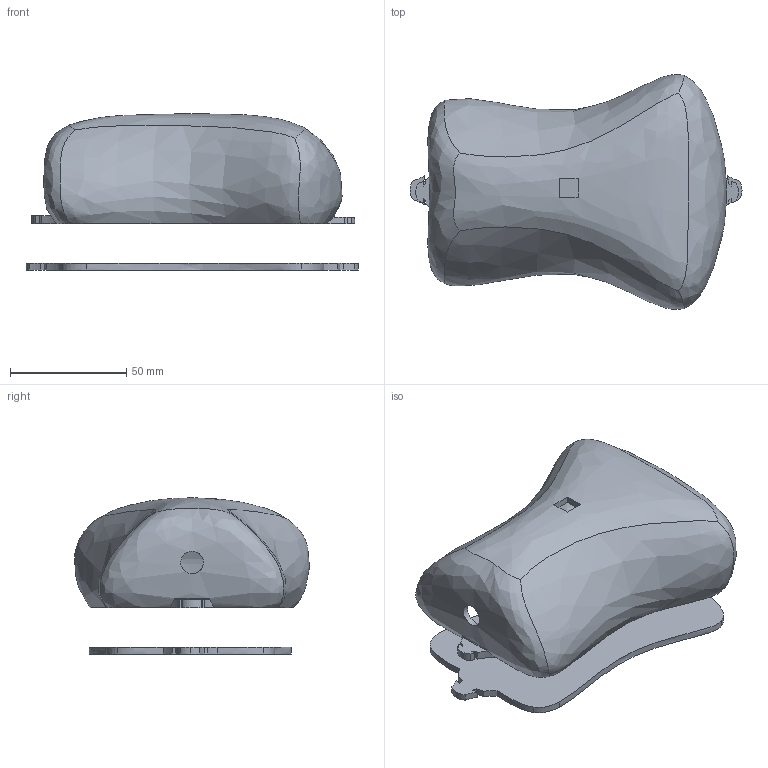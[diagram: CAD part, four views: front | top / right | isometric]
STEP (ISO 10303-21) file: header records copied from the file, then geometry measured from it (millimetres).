
FILE_DESCRIPTION(/* description */ (''),/* implementation_level */ '2;1');
FILE_NAME(/* name */ 'Joule thief design v2.step',/* time_stamp */ '2020-08-20T14:06:22+06:00',/* author */ (''),/* organization */ (''),/* preprocessor_version */ 'ST-DEVELOPER v18.1',/* originating_system */ 'Autodesk Translation Framework v9.3.0.1241',/* authorisation */ '');
FILE_SCHEMA (('AUTOMOTIVE_DESIGN { 1 0 10303 214 3 1 1 }'));
Length unit declared in the file: millimetre
Products named in the file (1): Joule thief design
Bounding box: 142.6 x 100.89 x 67.04 mm (x, y, z)
Volume: 84739.1 mm3; surface area: 64581.4 mm2
Topology: 2 solids, 2 shells, 87 faces, 261 edges, 180 vertices
Faces by surface type: bspline 49, plane 37, cylinder 1
Full cylindrical faces by diameter (mm): 9.713 x1
Entity records: 7405 total; most frequent: CARTESIAN_POINT 5309, ORIENTED_EDGE 522, DIRECTION 289, EDGE_CURVE 261, VERTEX_POINT 180, LINE 115, VECTOR 115, B_SPLINE_CURVE_WITH_KNOTS 98
